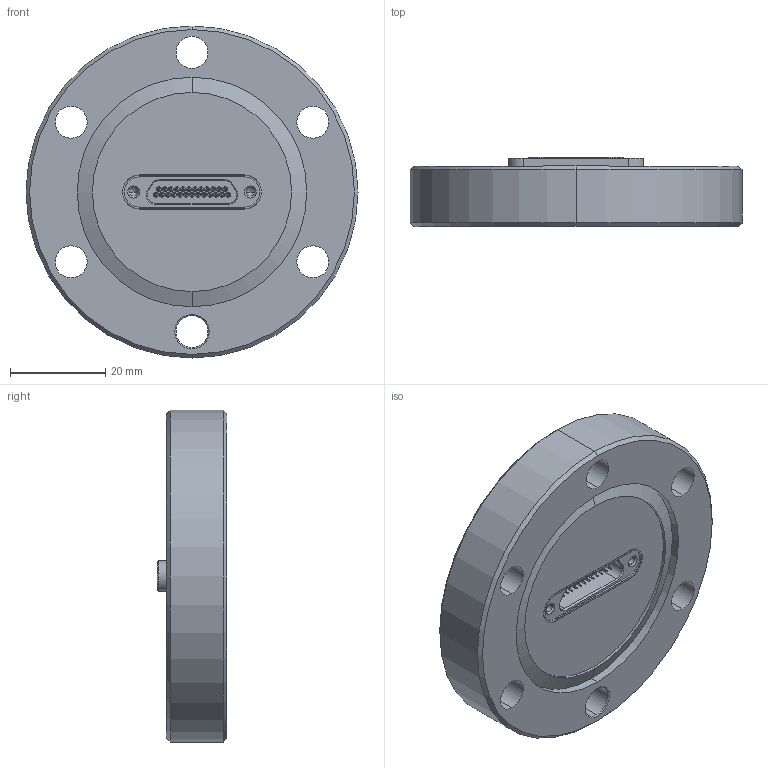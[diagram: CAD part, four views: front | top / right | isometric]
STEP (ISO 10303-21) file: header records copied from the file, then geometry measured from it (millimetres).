
FILE_DESCRIPTION (( 'STEP AP203' ), '1' );
FILE_NAME ('A11563-4-CF.STEP', '2013-05-01T13:43:08', ( '' ), ( '' ), 'SwSTEP 2.0', 'SolidWorks 2012', '' );
FILE_SCHEMA (( 'CONFIG_CONTROL_DESIGN' ));
Length unit declared in the file: inch
Products named in the file (1): A11563-4-CF
Bounding box: 69.85 x 14.63 x 69.85 mm (x, y, z)
Volume: 42672 mm3; surface area: 15112 mm2
Topology: 27 solids, 27 shells, 1138 faces, 2936 edges, 1812 vertices
Faces by surface type: cylinder 601, cone 200, plane 162, torus 150, sphere 24, bspline 1
Entity records: 35410 total; most frequent: CARTESIAN_POINT 6827, DIRECTION 6652, ORIENTED_EDGE 5614, AXIS2_PLACEMENT_3D 2808, EDGE_CURVE 2807, VERTEX_POINT 1765, CIRCLE 1670, EDGE_LOOP 1342
